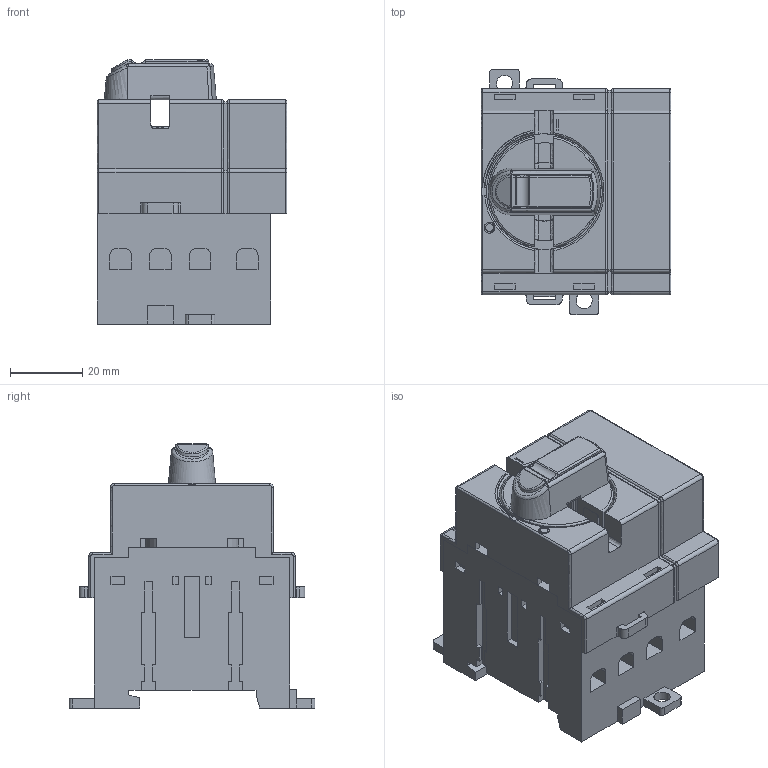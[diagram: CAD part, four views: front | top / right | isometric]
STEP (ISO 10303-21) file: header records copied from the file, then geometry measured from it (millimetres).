
FILE_DESCRIPTION((''),'2;1');
FILE_NAME('Assembly1.stp','2014-11-18T11:24:45',('User'),( 'SDRC'),'I-DEAS Master Series 9','UNIX','Yes');
FILE_SCHEMA(('CONFIG_CONTROL_DESIGN', 'GEOMETRIC_VALIDATION_PROPERTIES_MIM','SHAPE_APPEARANCE_LAYER_MIM'));
Length unit declared in the file: millimetre
Assembly tree (3 placements, depth 0):
Bounding box: 52.5 x 68 x 73 mm (x, y, z)
Volume: 21889.3 mm3; surface area: 47359.7 mm2
Topology: 2 solids, 8 shells, 825 faces, 2252 edges, 1449 vertices
Faces by surface type: bspline 825
Entity records: 26768 total; most frequent: CARTESIAN_POINT 12556, ORIENTED_EDGE 4464, EDGE_CURVE 2232, VERTEX_POINT 1443, B_SPLINE_CURVE_WITH_KNOTS 1087, EDGE_LOOP 872, FACE_OUTER_BOUND 825, ADVANCED_FACE 825
